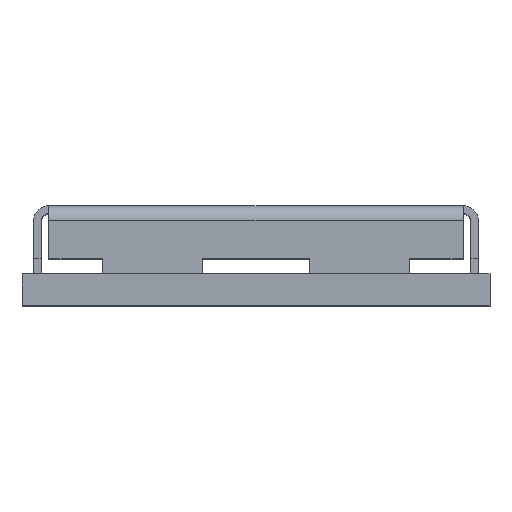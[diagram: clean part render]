
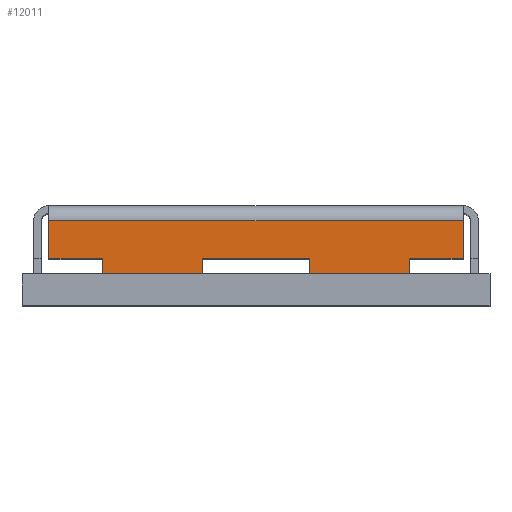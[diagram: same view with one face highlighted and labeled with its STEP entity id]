
A CAD part, top view. The second image highlights one B-rep face of the part: STEP entity #12011.
In plain terms, the highlighted face is planar.
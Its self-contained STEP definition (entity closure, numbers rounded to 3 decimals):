
#279 = CARTESIAN_POINT ( 'NONE',  ( -4., 0.82, -7.625 ) ) ;
#331 = CARTESIAN_POINT ( 'NONE',  ( -1.4, 0., -7.625 ) ) ;
#479 = CARTESIAN_POINT ( 'NONE',  ( -4., 0., -7.625 ) ) ;
#734 = DIRECTION ( 'NONE',  ( 0., -1., 0. ) ) ;
#736 = VECTOR ( 'NONE', #2911, 1000. ) ;
#835 = EDGE_CURVE ( 'NONE', #1740, #9310, #10162, .T. ) ;
#926 = LINE ( 'NONE', #6095, #5233 ) ;
#961 = EDGE_CURVE ( 'NONE', #8829, #1740, #1650, .T. ) ;
#1140 = LINE ( 'NONE', #12099, #5162 ) ;
#1143 = CARTESIAN_POINT ( 'NONE',  ( 4., 0., -7.625 ) ) ;
#1256 = CARTESIAN_POINT ( 'NONE',  ( -1.4, 0.82, -7.625 ) ) ;
#1650 = LINE ( 'NONE', #4242, #6151 ) ;
#1740 = VERTEX_POINT ( 'NONE', #10279 ) ;
#2428 = VECTOR ( 'NONE', #8536, 1000. ) ;
#2550 = DIRECTION ( 'NONE',  ( 0., 1., 0. ) ) ;
#2561 = ORIENTED_EDGE ( 'NONE', *, *, #8210, .F. ) ;
#2782 = CARTESIAN_POINT ( 'NONE',  ( -1.4, 1.22, -7.625 ) ) ;
#2843 = CARTESIAN_POINT ( 'NONE',  ( 5.4, 2.2, -7.625 ) ) ;
#2911 = DIRECTION ( 'NONE',  ( 1., 0., 0. ) ) ;
#3141 = DIRECTION ( 'NONE',  ( 0., -1., 0. ) ) ;
#3526 = PLANE ( 'NONE',  #12059 ) ;
#3657 = CARTESIAN_POINT ( 'NONE',  ( 4., 0.82, -7.625 ) ) ;
#3932 = EDGE_CURVE ( 'NONE', #8829, #9655, #926, .T. ) ;
#3980 = EDGE_CURVE ( 'NONE', #10796, #5432, #1140, .T. ) ;
#4113 = CARTESIAN_POINT ( 'NONE',  ( 5.4, 0., -7.625 ) ) ;
#4202 = EDGE_CURVE ( 'NONE', #6423, #11270, #9963, .T. ) ;
#4234 = LINE ( 'NONE', #1143, #12953 ) ;
#4242 = CARTESIAN_POINT ( 'NONE',  ( -5.4, 0., -7.625 ) ) ;
#4291 = CARTESIAN_POINT ( 'NONE',  ( 1.4, 0.82, -7.625 ) ) ;
#4401 = CARTESIAN_POINT ( 'NONE',  ( 1.4, 1.22, -7.625 ) ) ;
#4432 = ORIENTED_EDGE ( 'NONE', *, *, #961, .F. ) ;
#5021 = VERTEX_POINT ( 'NONE', #279 ) ;
#5162 = VECTOR ( 'NONE', #9284, 1000. ) ;
#5233 = VECTOR ( 'NONE', #7538, 1000. ) ;
#5265 = DIRECTION ( 'NONE',  ( 0., -1., 0. ) ) ;
#5432 = VERTEX_POINT ( 'NONE', #7794 ) ;
#5536 = VERTEX_POINT ( 'NONE', #4291 ) ;
#5745 = VECTOR ( 'NONE', #11587, 1000. ) ;
#5884 = VECTOR ( 'NONE', #3141, 1000. ) ;
#6025 = EDGE_CURVE ( 'NONE', #11270, #10882, #9068, .T. ) ;
#6060 = VECTOR ( 'NONE', #2550, 1000. ) ;
#6095 = CARTESIAN_POINT ( 'NONE',  ( 0., 2.2, -7.625 ) ) ;
#6151 = VECTOR ( 'NONE', #5265, 1000. ) ;
#6423 = VERTEX_POINT ( 'NONE', #1256 ) ;
#6524 = ORIENTED_EDGE ( 'NONE', *, *, #3980, .F. ) ;
#6596 = ORIENTED_EDGE ( 'NONE', *, *, #6025, .F. ) ;
#6599 = CARTESIAN_POINT ( 'NONE',  ( 5.8, 0.82, -7.625 ) ) ;
#6759 = EDGE_CURVE ( 'NONE', #9655, #5432, #10052, .T. ) ;
#7003 = DIRECTION ( 'NONE',  ( 0., 1., 0. ) ) ;
#7101 = ORIENTED_EDGE ( 'NONE', *, *, #6759, .T. ) ;
#7212 = ORIENTED_EDGE ( 'NONE', *, *, #7638, .F. ) ;
#7256 = ORIENTED_EDGE ( 'NONE', *, *, #4202, .F. ) ;
#7418 = EDGE_CURVE ( 'NONE', #5021, #6423, #11485, .T. ) ;
#7512 = CARTESIAN_POINT ( 'NONE',  ( 0., 0., -7.625 ) ) ;
#7538 = DIRECTION ( 'NONE',  ( 1., 0., 0. ) ) ;
#7600 = DIRECTION ( 'NONE',  ( -1., 0., 0. ) ) ;
#7632 = VECTOR ( 'NONE', #10375, 1000. ) ;
#7635 = ORIENTED_EDGE ( 'NONE', *, *, #9604, .F. ) ;
#7638 = EDGE_CURVE ( 'NONE', #5536, #9467, #11727, .T. ) ;
#7794 = CARTESIAN_POINT ( 'NONE',  ( 5.4, 1.22, -7.625 ) ) ;
#8140 = ORIENTED_EDGE ( 'NONE', *, *, #8141, .F. ) ;
#8141 = EDGE_CURVE ( 'NONE', #10882, #5536, #12564, .T. ) ;
#8164 = ORIENTED_EDGE ( 'NONE', *, *, #835, .F. ) ;
#8210 = EDGE_CURVE ( 'NONE', #9310, #5021, #12607, .T. ) ;
#8290 = VECTOR ( 'NONE', #734, 1000. ) ;
#8477 = DIRECTION ( 'NONE',  ( 0., 0., -1. ) ) ;
#8536 = DIRECTION ( 'NONE',  ( 1., 0., 0. ) ) ;
#8786 = CARTESIAN_POINT ( 'NONE',  ( -5.4, 2.2, -7.625 ) ) ;
#8829 = VERTEX_POINT ( 'NONE', #8786 ) ;
#9068 = LINE ( 'NONE', #12056, #736 ) ;
#9249 = ORIENTED_EDGE ( 'NONE', *, *, #7418, .F. ) ;
#9284 = DIRECTION ( 'NONE',  ( 1., 0., 0. ) ) ;
#9310 = VERTEX_POINT ( 'NONE', #13017 ) ;
#9467 = VERTEX_POINT ( 'NONE', #3657 ) ;
#9604 = EDGE_CURVE ( 'NONE', #9467, #10796, #4234, .T. ) ;
#9655 = VERTEX_POINT ( 'NONE', #2843 ) ;
#9963 = LINE ( 'NONE', #331, #6060 ) ;
#10052 = LINE ( 'NONE', #4113, #5884 ) ;
#10162 = LINE ( 'NONE', #11181, #5745 ) ;
#10279 = CARTESIAN_POINT ( 'NONE',  ( -5.4, 1.22, -7.625 ) ) ;
#10375 = DIRECTION ( 'NONE',  ( 1., 0., 0. ) ) ;
#10428 = CARTESIAN_POINT ( 'NONE',  ( 4., 1.22, -7.625 ) ) ;
#10470 = CARTESIAN_POINT ( 'NONE',  ( 5.8, 0.82, -7.625 ) ) ;
#10657 = ORIENTED_EDGE ( 'NONE', *, *, #3932, .T. ) ;
#10742 = DIRECTION ( 'NONE',  ( 0., -1., 0. ) ) ;
#10796 = VERTEX_POINT ( 'NONE', #10428 ) ;
#10882 = VERTEX_POINT ( 'NONE', #4401 ) ;
#11181 = CARTESIAN_POINT ( 'NONE',  ( 0., 1.22, -7.625 ) ) ;
#11270 = VERTEX_POINT ( 'NONE', #2782 ) ;
#11485 = LINE ( 'NONE', #6599, #2428 ) ;
#11587 = DIRECTION ( 'NONE',  ( 1., 0., 0. ) ) ;
#11727 = LINE ( 'NONE', #10470, #7632 ) ;
#12011 = ADVANCED_FACE ( 'NONE', ( #12889 ), #3526, .T. ) ;
#12056 = CARTESIAN_POINT ( 'NONE',  ( 0., 1.22, -7.625 ) ) ;
#12059 = AXIS2_PLACEMENT_3D ( 'NONE', #7512, #8477, #7600 ) ;
#12099 = CARTESIAN_POINT ( 'NONE',  ( 0., 1.22, -7.625 ) ) ;
#12440 = CARTESIAN_POINT ( 'NONE',  ( 1.4, 0., -7.625 ) ) ;
#12564 = LINE ( 'NONE', #12440, #12690 ) ;
#12607 = LINE ( 'NONE', #479, #8290 ) ;
#12690 = VECTOR ( 'NONE', #10742, 1000. ) ;
#12823 = EDGE_LOOP ( 'NONE', ( #2561, #8164, #4432, #10657, #7101, #6524, #7635, #7212, #8140, #6596, #7256, #9249 ) ) ;
#12889 = FACE_OUTER_BOUND ( 'NONE', #12823, .T. ) ;
#12953 = VECTOR ( 'NONE', #7003, 1000. ) ;
#13017 = CARTESIAN_POINT ( 'NONE',  ( -4., 1.22, -7.625 ) ) ;
